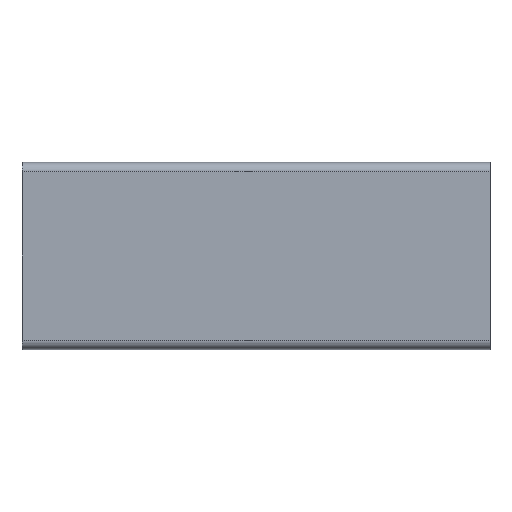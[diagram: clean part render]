
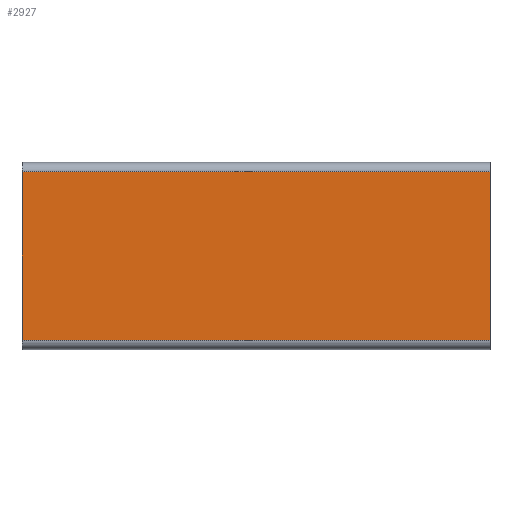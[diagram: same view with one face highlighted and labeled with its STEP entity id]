
A CAD part, left-side view. The second image highlights one B-rep face of the part: STEP entity #2927.
In plain terms, the highlighted planar face has unit normal (-1, 0, 0).
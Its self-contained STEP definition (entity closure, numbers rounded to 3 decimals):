
#64=PLANE('',#3229);
#197=FACE_OUTER_BOUND('',#347,.T.);
#347=EDGE_LOOP('',(#2301,#2302,#2303,#2304));
#589=LINE('',#4935,#849);
#590=LINE('',#4939,#850);
#591=LINE('',#4941,#851);
#592=LINE('',#4942,#852);
#849=VECTOR('',#4035,200.);
#850=VECTOR('',#4040,72.);
#851=VECTOR('',#4041,200.);
#852=VECTOR('',#4042,72.);
#1325=VERTEX_POINT('',#4932);
#1326=VERTEX_POINT('',#4934);
#1327=VERTEX_POINT('',#4938);
#1328=VERTEX_POINT('',#4940);
#1738=EDGE_CURVE('',#1325,#1326,#589,.T.);
#1740=EDGE_CURVE('',#1325,#1327,#590,.T.);
#1741=EDGE_CURVE('',#1327,#1328,#591,.T.);
#1742=EDGE_CURVE('',#1326,#1328,#592,.T.);
#2301=ORIENTED_EDGE('',*,*,#1740,.T.);
#2302=ORIENTED_EDGE('',*,*,#1741,.T.);
#2303=ORIENTED_EDGE('',*,*,#1742,.F.);
#2304=ORIENTED_EDGE('',*,*,#1738,.F.);
#2927=ADVANCED_FACE('',(#197),#64,.T.);
#3229=AXIS2_PLACEMENT_3D('',#4937,#4038,#4039);
#4035=DIRECTION('',(0.,-1.,0.));
#4038=DIRECTION('center_axis',(-1.,0.,0.));
#4039=DIRECTION('ref_axis',(0.,0.,1.));
#4040=DIRECTION('',(0.,0.,-1.));
#4041=DIRECTION('',(0.,-1.,0.));
#4042=DIRECTION('',(0.,0.,-1.));
#4932=CARTESIAN_POINT('',(-8.,200.,36.));
#4934=CARTESIAN_POINT('',(-8.,0.,36.));
#4935=CARTESIAN_POINT('',(-8.,0.,36.));
#4937=CARTESIAN_POINT('Origin',(-8.,0.,-36.));
#4938=CARTESIAN_POINT('',(-8.,200.,-36.));
#4939=CARTESIAN_POINT('',(-8.,200.,-18.));
#4940=CARTESIAN_POINT('',(-8.,0.,-36.));
#4941=CARTESIAN_POINT('',(-8.,0.,-36.));
#4942=CARTESIAN_POINT('',(-8.,0.,-18.));
